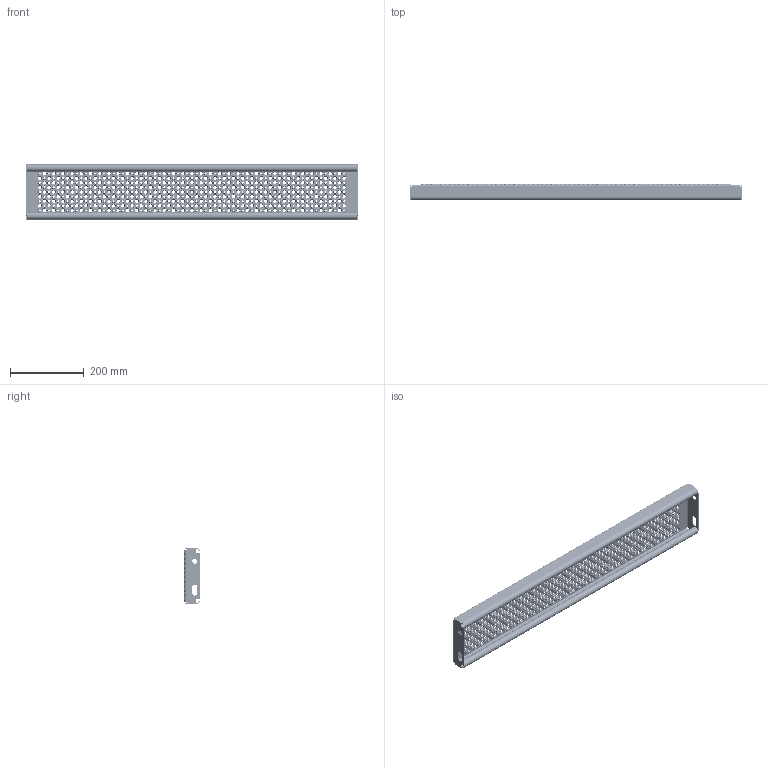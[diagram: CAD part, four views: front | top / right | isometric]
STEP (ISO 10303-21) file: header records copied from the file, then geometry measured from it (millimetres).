
FILE_DESCRIPTION (( 'STEP AP203' ), '1' );
FILE_NAME ('20612_ACHILTRIN_150x900x45_M_OPTRÆK.STEP', '2011-08-15T08:46:13', ( 'JKJ' ), ( '' ), 'SwSTEP 2.0', 'SolidWorks 2011', '' );
FILE_SCHEMA (( 'CONFIG_CONTROL_DESIGN' ));
Length unit declared in the file: millimetre
Products named in the file (1): 20612_ACHILTRIN_150x900x45_M_OPTRÆK
Bounding box: 900 x 45 x 150 mm (x, y, z)
Volume: 570309 mm3; surface area: 597684.5 mm2
Topology: 1 solids, 1 shells, 5241 faces, 11992 edges, 7490 vertices
Faces by surface type: cone 2948, cylinder 1510, plane 775, bspline 8
Entity records: 153305 total; most frequent: DIRECTION 29854, CARTESIAN_POINT 25316, ORIENTED_EDGE 23984, AXIS2_PLACEMENT_3D 12660, EDGE_CURVE 11992, VERTEX_POINT 7490, EDGE_LOOP 7460, CIRCLE 7426
